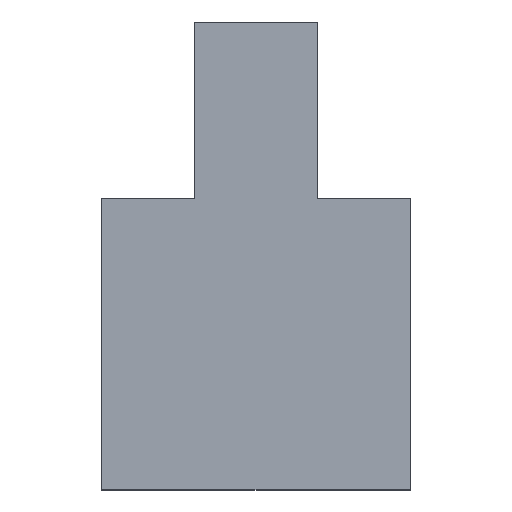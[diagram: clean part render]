
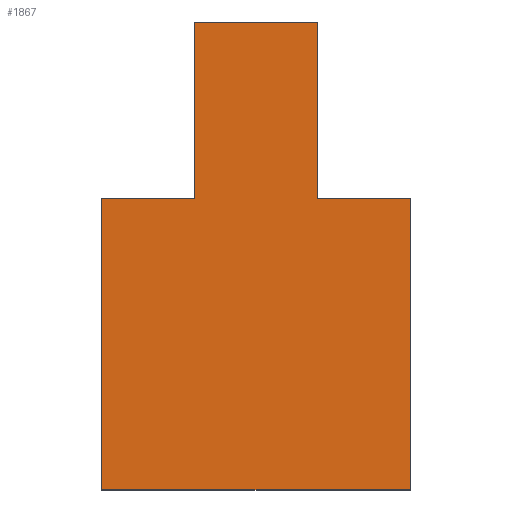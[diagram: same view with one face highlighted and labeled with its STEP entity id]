
A CAD part, top view. The second image highlights one B-rep face of the part: STEP entity #1867.
In plain terms, the highlighted planar face has unit normal (0, 0, 1).
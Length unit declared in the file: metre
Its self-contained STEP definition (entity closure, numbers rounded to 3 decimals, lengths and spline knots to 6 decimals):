
#182=ORIENTED_EDGE('',*,*,#602,.F.);
#183=ORIENTED_EDGE('',*,*,#653,.T.);
#184=ORIENTED_EDGE('',*,*,#584,.F.);
#185=ORIENTED_EDGE('',*,*,#638,.F.);
#186=ORIENTED_EDGE('',*,*,#673,.T.);
#187=ORIENTED_EDGE('',*,*,#674,.F.);
#188=ORIENTED_EDGE('',*,*,#675,.F.);
#189=ORIENTED_EDGE('',*,*,#642,.F.);
#584=EDGE_CURVE('',#855,#856,#1034,.T.);
#602=EDGE_CURVE('',#873,#874,#1052,.T.);
#638=EDGE_CURVE('',#905,#855,#1087,.T.);
#642=EDGE_CURVE('',#874,#907,#1091,.T.);
#653=EDGE_CURVE('',#873,#856,#1102,.T.);
#673=EDGE_CURVE('',#905,#921,#1121,.T.);
#674=EDGE_CURVE('',#922,#921,#1122,.T.);
#675=EDGE_CURVE('',#907,#922,#1123,.T.);
#855=VERTEX_POINT('',#2581);
#856=VERTEX_POINT('',#2583);
#873=VERTEX_POINT('',#2618);
#874=VERTEX_POINT('',#2620);
#905=VERTEX_POINT('',#2689);
#907=VERTEX_POINT('',#2697);
#921=VERTEX_POINT('',#2756);
#922=VERTEX_POINT('',#2758);
#1034=LINE('',#2582,#1294);
#1052=LINE('',#2619,#1312);
#1087=LINE('',#2690,#1347);
#1091=LINE('',#2696,#1351);
#1102=LINE('',#2718,#1362);
#1121=LINE('',#2755,#1381);
#1122=LINE('',#2757,#1382);
#1123=LINE('',#2759,#1383);
#1294=VECTOR('',#2093,1.);
#1312=VECTOR('',#2113,1.);
#1347=VECTOR('',#2156,1.);
#1351=VECTOR('',#2162,1.);
#1362=VECTOR('',#2181,1.);
#1381=VECTOR('',#2222,1.);
#1382=VECTOR('',#2223,1.);
#1383=VECTOR('',#2224,1.);
#1569=EDGE_LOOP('',(#182,#183,#184,#185,#186,#187,#188,#189));
#1671=FACE_BOUND('',#1569,.T.);
#1773=PLANE('',#1994);
#1867=ADVANCED_FACE('',(#1671),#1773,.T.);
#1994=AXIS2_PLACEMENT_3D('',#2754,#2220,#2221);
#2093=DIRECTION('',(0.,-1.,0.));
#2113=DIRECTION('',(0.,1.,0.));
#2156=DIRECTION('',(1.,0.,0.));
#2162=DIRECTION('',(1.,0.,0.));
#2181=DIRECTION('',(1.,0.,0.));
#2220=DIRECTION('',(0.,0.,1.));
#2221=DIRECTION('',(1.,0.,0.));
#2222=DIRECTION('',(0.,1.,0.));
#2223=DIRECTION('',(1.,0.,0.));
#2224=DIRECTION('',(0.,1.,0.));
#2581=CARTESIAN_POINT('',(0.036,0.019,0.0066));
#2582=CARTESIAN_POINT('',(0.036,0.01275,0.0066));
#2583=CARTESIAN_POINT('',(0.036,0.0025,0.0066));
#2618=CARTESIAN_POINT('',(0.0185,0.0025,0.0066));
#2619=CARTESIAN_POINT('',(0.0185,0.01825,0.0066));
#2620=CARTESIAN_POINT('',(0.0185,0.019,0.0066));
#2689=CARTESIAN_POINT('',(0.03075,0.019,0.0066));
#2690=CARTESIAN_POINT('',(0.02725,0.019,0.0066));
#2696=CARTESIAN_POINT('',(0.02725,0.019,0.0066));
#2697=CARTESIAN_POINT('',(0.02375,0.019,0.0066));
#2718=CARTESIAN_POINT('',(0.02725,0.0025,0.0066));
#2754=CARTESIAN_POINT('',(0.02725,0.01075,0.0066));
#2755=CARTESIAN_POINT('',(0.03075,0.024,0.0066));
#2756=CARTESIAN_POINT('',(0.03075,0.029,0.0066));
#2757=CARTESIAN_POINT('',(0.02725,0.029,0.0066));
#2758=CARTESIAN_POINT('',(0.02375,0.029,0.0066));
#2759=CARTESIAN_POINT('',(0.02375,0.024,0.0066));
